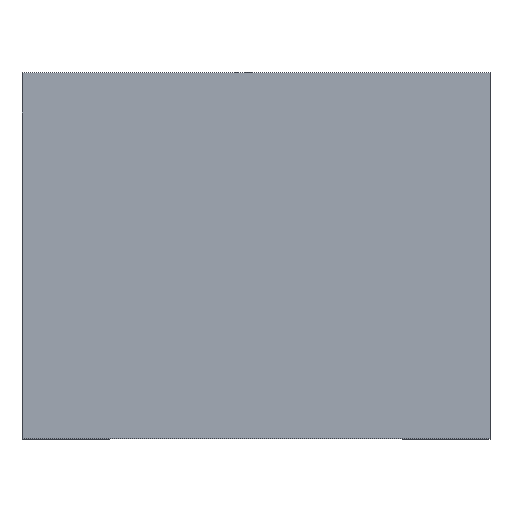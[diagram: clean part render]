
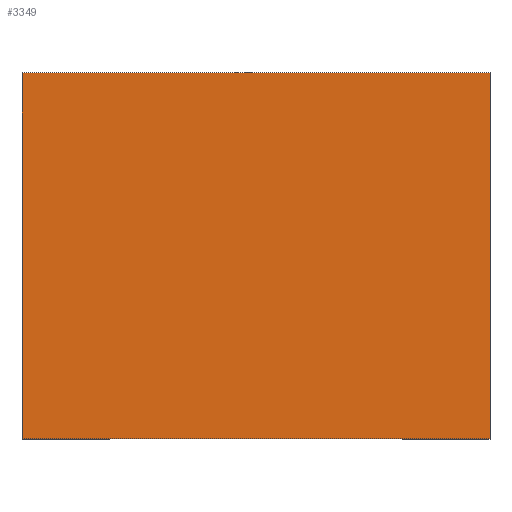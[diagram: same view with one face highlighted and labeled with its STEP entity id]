
A CAD part, top view. The second image highlights one B-rep face of the part: STEP entity #3349.
In plain terms, the highlighted planar face has unit normal (0, 0, 1).
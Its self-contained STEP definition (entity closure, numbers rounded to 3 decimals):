
#3035 = VERTEX_POINT('',#3036);
#3036 = CARTESIAN_POINT('',(-1.6,-1.25,2.5));
#3043 = PLANE('',#3044);
#3044 = AXIS2_PLACEMENT_3D('',#3045,#3046,#3047);
#3045 = CARTESIAN_POINT('',(-1.6,-1.25,1.7));
#3046 = DIRECTION('',(1.,0.,0.));
#3047 = DIRECTION('',(0.,0.,1.));
#3055 = PLANE('',#3056);
#3056 = AXIS2_PLACEMENT_3D('',#3057,#3058,#3059);
#3057 = CARTESIAN_POINT('',(-1.6,-1.25,1.7));
#3058 = DIRECTION('',(0.,1.,0.));
#3059 = DIRECTION('',(0.,0.,1.));
#3096 = VERTEX_POINT('',#3097);
#3097 = CARTESIAN_POINT('',(-1.6,1.25,2.5));
#3111 = PLANE('',#3112);
#3112 = AXIS2_PLACEMENT_3D('',#3113,#3114,#3115);
#3113 = CARTESIAN_POINT('',(-1.6,1.25,1.7));
#3114 = DIRECTION('',(0.,1.,0.));
#3115 = DIRECTION('',(0.,0.,1.));
#3123 = EDGE_CURVE('',#3035,#3096,#3124,.T.);
#3124 = SURFACE_CURVE('',#3125,(#3129,#3136),.PCURVE_S1.);
#3125 = LINE('',#3126,#3127);
#3126 = CARTESIAN_POINT('',(-1.6,-1.25,2.5));
#3127 = VECTOR('',#3128,1.);
#3128 = DIRECTION('',(0.,1.,0.));
#3129 = PCURVE('',#3043,#3130);
#3130 = DEFINITIONAL_REPRESENTATION('',(#3131),#3135);
#3131 = LINE('',#3132,#3133);
#3132 = CARTESIAN_POINT('',(0.8,0.));
#3133 = VECTOR('',#3134,1.);
#3134 = DIRECTION('',(0.,-1.));
#3135 = ( GEOMETRIC_REPRESENTATION_CONTEXT(2) 
PARAMETRIC_REPRESENTATION_CONTEXT() REPRESENTATION_CONTEXT('2D SPACE',''
  ) );
#3136 = PCURVE('',#3137,#3142);
#3137 = PLANE('',#3138);
#3138 = AXIS2_PLACEMENT_3D('',#3139,#3140,#3141);
#3139 = CARTESIAN_POINT('',(-1.6,-1.25,2.5));
#3140 = DIRECTION('',(0.,0.,1.));
#3141 = DIRECTION('',(1.,0.,0.));
#3142 = DEFINITIONAL_REPRESENTATION('',(#3143),#3147);
#3143 = LINE('',#3144,#3145);
#3144 = CARTESIAN_POINT('',(0.,0.));
#3145 = VECTOR('',#3146,1.);
#3146 = DIRECTION('',(0.,1.));
#3147 = ( GEOMETRIC_REPRESENTATION_CONTEXT(2) 
PARAMETRIC_REPRESENTATION_CONTEXT() REPRESENTATION_CONTEXT('2D SPACE',''
  ) );
#3155 = VERTEX_POINT('',#3156);
#3156 = CARTESIAN_POINT('',(1.6,-1.25,2.5));
#3163 = PLANE('',#3164);
#3164 = AXIS2_PLACEMENT_3D('',#3165,#3166,#3167);
#3165 = CARTESIAN_POINT('',(1.6,-1.25,1.7));
#3166 = DIRECTION('',(1.,0.,0.));
#3167 = DIRECTION('',(0.,0.,1.));
#3206 = VERTEX_POINT('',#3207);
#3207 = CARTESIAN_POINT('',(1.6,1.25,2.5));
#3228 = EDGE_CURVE('',#3155,#3206,#3229,.T.);
#3229 = SURFACE_CURVE('',#3230,(#3234,#3241),.PCURVE_S1.);
#3230 = LINE('',#3231,#3232);
#3231 = CARTESIAN_POINT('',(1.6,-1.25,2.5));
#3232 = VECTOR('',#3233,1.);
#3233 = DIRECTION('',(0.,1.,0.));
#3234 = PCURVE('',#3163,#3235);
#3235 = DEFINITIONAL_REPRESENTATION('',(#3236),#3240);
#3236 = LINE('',#3237,#3238);
#3237 = CARTESIAN_POINT('',(0.8,0.));
#3238 = VECTOR('',#3239,1.);
#3239 = DIRECTION('',(0.,-1.));
#3240 = ( GEOMETRIC_REPRESENTATION_CONTEXT(2) 
PARAMETRIC_REPRESENTATION_CONTEXT() REPRESENTATION_CONTEXT('2D SPACE',''
  ) );
#3241 = PCURVE('',#3137,#3242);
#3242 = DEFINITIONAL_REPRESENTATION('',(#3243),#3247);
#3243 = LINE('',#3244,#3245);
#3244 = CARTESIAN_POINT('',(3.2,0.));
#3245 = VECTOR('',#3246,1.);
#3246 = DIRECTION('',(0.,1.));
#3247 = ( GEOMETRIC_REPRESENTATION_CONTEXT(2) 
PARAMETRIC_REPRESENTATION_CONTEXT() REPRESENTATION_CONTEXT('2D SPACE',''
  ) );
#3274 = EDGE_CURVE('',#3035,#3155,#3275,.T.);
#3275 = SURFACE_CURVE('',#3276,(#3280,#3287),.PCURVE_S1.);
#3276 = LINE('',#3277,#3278);
#3277 = CARTESIAN_POINT('',(-1.6,-1.25,2.5));
#3278 = VECTOR('',#3279,1.);
#3279 = DIRECTION('',(1.,0.,0.));
#3280 = PCURVE('',#3055,#3281);
#3281 = DEFINITIONAL_REPRESENTATION('',(#3282),#3286);
#3282 = LINE('',#3283,#3284);
#3283 = CARTESIAN_POINT('',(0.8,0.));
#3284 = VECTOR('',#3285,1.);
#3285 = DIRECTION('',(0.,1.));
#3286 = ( GEOMETRIC_REPRESENTATION_CONTEXT(2) 
PARAMETRIC_REPRESENTATION_CONTEXT() REPRESENTATION_CONTEXT('2D SPACE',''
  ) );
#3287 = PCURVE('',#3137,#3288);
#3288 = DEFINITIONAL_REPRESENTATION('',(#3289),#3293);
#3289 = LINE('',#3290,#3291);
#3290 = CARTESIAN_POINT('',(0.,0.));
#3291 = VECTOR('',#3292,1.);
#3292 = DIRECTION('',(1.,0.));
#3293 = ( GEOMETRIC_REPRESENTATION_CONTEXT(2) 
PARAMETRIC_REPRESENTATION_CONTEXT() REPRESENTATION_CONTEXT('2D SPACE',''
  ) );
#3321 = EDGE_CURVE('',#3096,#3206,#3322,.T.);
#3322 = SURFACE_CURVE('',#3323,(#3327,#3334),.PCURVE_S1.);
#3323 = LINE('',#3324,#3325);
#3324 = CARTESIAN_POINT('',(-1.6,1.25,2.5));
#3325 = VECTOR('',#3326,1.);
#3326 = DIRECTION('',(1.,0.,0.));
#3327 = PCURVE('',#3111,#3328);
#3328 = DEFINITIONAL_REPRESENTATION('',(#3329),#3333);
#3329 = LINE('',#3330,#3331);
#3330 = CARTESIAN_POINT('',(0.8,0.));
#3331 = VECTOR('',#3332,1.);
#3332 = DIRECTION('',(0.,1.));
#3333 = ( GEOMETRIC_REPRESENTATION_CONTEXT(2) 
PARAMETRIC_REPRESENTATION_CONTEXT() REPRESENTATION_CONTEXT('2D SPACE',''
  ) );
#3334 = PCURVE('',#3137,#3335);
#3335 = DEFINITIONAL_REPRESENTATION('',(#3336),#3340);
#3336 = LINE('',#3337,#3338);
#3337 = CARTESIAN_POINT('',(0.,2.5));
#3338 = VECTOR('',#3339,1.);
#3339 = DIRECTION('',(1.,0.));
#3340 = ( GEOMETRIC_REPRESENTATION_CONTEXT(2) 
PARAMETRIC_REPRESENTATION_CONTEXT() REPRESENTATION_CONTEXT('2D SPACE',''
  ) );
#3349 = ADVANCED_FACE('',(#3350),#3137,.T.);
#3350 = FACE_BOUND('',#3351,.T.);
#3351 = EDGE_LOOP('',(#3352,#3353,#3354,#3355));
#3352 = ORIENTED_EDGE('',*,*,#3123,.F.);
#3353 = ORIENTED_EDGE('',*,*,#3274,.T.);
#3354 = ORIENTED_EDGE('',*,*,#3228,.T.);
#3355 = ORIENTED_EDGE('',*,*,#3321,.F.);
